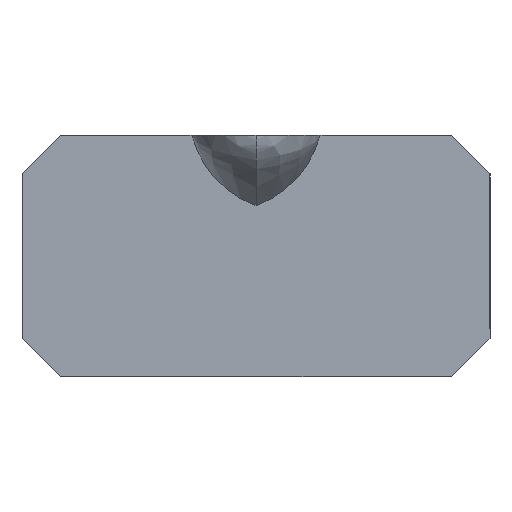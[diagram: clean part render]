
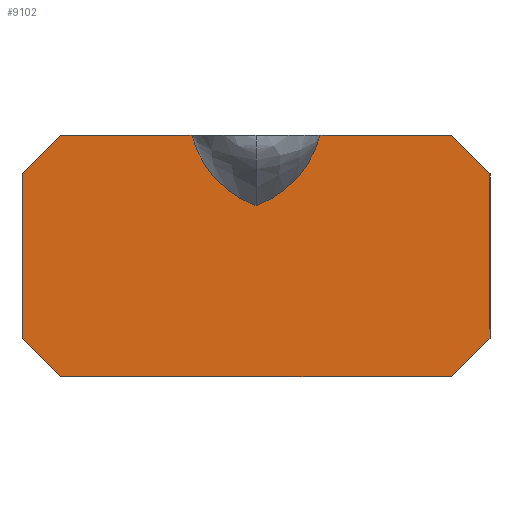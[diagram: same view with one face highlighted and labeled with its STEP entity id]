
A CAD part, front view. The second image highlights one B-rep face of the part: STEP entity #9102.
In plain terms, the highlighted planar face has unit normal (0, -1, 0).
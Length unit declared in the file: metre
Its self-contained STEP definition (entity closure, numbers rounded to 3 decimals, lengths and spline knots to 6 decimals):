
#322=LINE('',#14054,#1110);
#323=LINE('',#14056,#1111);
#345=LINE('',#14100,#1133);
#346=LINE('',#14102,#1134);
#347=LINE('',#14104,#1135);
#348=LINE('',#14106,#1136);
#349=LINE('',#14108,#1137);
#350=LINE('',#14110,#1138);
#351=LINE('',#14112,#1139);
#352=LINE('',#14114,#1140);
#1110=VECTOR('',#10817,1.);
#1111=VECTOR('',#10818,1.);
#1133=VECTOR('',#10846,1.);
#1134=VECTOR('',#10847,1.);
#1135=VECTOR('',#10848,1.);
#1136=VECTOR('',#10849,1.);
#1137=VECTOR('',#10850,1.);
#1138=VECTOR('',#10851,1.);
#1139=VECTOR('',#10852,1.);
#1140=VECTOR('',#10853,1.);
#1901=PLANE('',#9691);
#2200=ORIENTED_EDGE('',*,*,#4847,.T.);
#2201=ORIENTED_EDGE('',*,*,#4842,.T.);
#2202=ORIENTED_EDGE('',*,*,#4839,.T.);
#2203=ORIENTED_EDGE('',*,*,#4846,.T.);
#2204=ORIENTED_EDGE('',*,*,#4869,.T.);
#2205=ORIENTED_EDGE('',*,*,#4870,.F.);
#2206=ORIENTED_EDGE('',*,*,#4871,.F.);
#2207=ORIENTED_EDGE('',*,*,#4872,.F.);
#2208=ORIENTED_EDGE('',*,*,#4873,.F.);
#2209=ORIENTED_EDGE('',*,*,#4874,.F.);
#2210=ORIENTED_EDGE('',*,*,#4875,.T.);
#2211=ORIENTED_EDGE('',*,*,#4876,.T.);
#4839=EDGE_CURVE('',#6178,#6179,#7042,.F.);
#4842=EDGE_CURVE('',#6181,#6178,#7044,.T.);
#4846=EDGE_CURVE('',#6179,#6184,#322,.T.);
#4847=EDGE_CURVE('',#6185,#6181,#323,.T.);
#4869=EDGE_CURVE('',#6184,#6204,#345,.T.);
#4870=EDGE_CURVE('',#6205,#6204,#346,.T.);
#4871=EDGE_CURVE('',#6206,#6205,#347,.T.);
#4872=EDGE_CURVE('',#6207,#6206,#348,.T.);
#4873=EDGE_CURVE('',#6208,#6207,#349,.T.);
#4874=EDGE_CURVE('',#6209,#6208,#350,.T.);
#4875=EDGE_CURVE('',#6209,#6210,#351,.T.);
#4876=EDGE_CURVE('',#6210,#6185,#352,.T.);
#6178=VERTEX_POINT('',#13875);
#6179=VERTEX_POINT('',#13876);
#6181=VERTEX_POINT('',#13924);
#6184=VERTEX_POINT('',#14055);
#6185=VERTEX_POINT('',#14057);
#6204=VERTEX_POINT('',#14101);
#6205=VERTEX_POINT('',#14103);
#6206=VERTEX_POINT('',#14105);
#6207=VERTEX_POINT('',#14107);
#6208=VERTEX_POINT('',#14109);
#6209=VERTEX_POINT('',#14111);
#6210=VERTEX_POINT('',#14113);
#7042=CIRCLE('',#9683,0.02185);
#7044=CIRCLE('',#9685,0.02185);
#7598=EDGE_LOOP('',(#2200,#2201,#2202,#2203,#2204,#2205,#2206,#2207,#2208,
#2209,#2210,#2211));
#8349=FACE_BOUND('',#7598,.T.);
#9102=ADVANCED_FACE('',(#8349),#1901,.T.);
#9683=AXIS2_PLACEMENT_3D('',#13874,#10805,#10806);
#9685=AXIS2_PLACEMENT_3D('',#13923,#10809,#10810);
#9691=AXIS2_PLACEMENT_3D('',#14099,#10844,#10845);
#10805=DIRECTION('',(0.,-1.,0.));
#10806=DIRECTION('',(0.,0.,1.));
#10809=DIRECTION('',(0.,1.,0.));
#10810=DIRECTION('',(0.,0.,1.));
#10817=DIRECTION('',(-1.,0.,0.));
#10818=DIRECTION('',(-1.,0.,0.));
#10844=DIRECTION('',(0.,-1.,0.));
#10845=DIRECTION('',(0.,0.,1.));
#10846=DIRECTION('',(-0.707,0.,-0.707));
#10847=DIRECTION('',(0.,0.,1.));
#10848=DIRECTION('',(-0.707,0.,0.707));
#10849=DIRECTION('',(-1.,0.,0.));
#10850=DIRECTION('',(-1.,0.,0.));
#10851=DIRECTION('',(-0.707,0.,-0.707));
#10852=DIRECTION('',(0.,0.,1.));
#10853=DIRECTION('',(-0.707,0.,0.707));
#13874=CARTESIAN_POINT('',(0.049215,-0.002,0.058127));
#13875=CARTESIAN_POINT('',(0.042,-0.002,0.037503));
#13876=CARTESIAN_POINT('',(0.028,-0.002,0.0529));
#13923=CARTESIAN_POINT('',(0.034785,-0.002,0.058127));
#13924=CARTESIAN_POINT('',(0.056,-0.002,0.0529));
#14054=CARTESIAN_POINT('',(0.0396,-0.002,0.0529));
#14055=CARTESIAN_POINT('',(-0.000828,-0.002,0.0529));
#14056=CARTESIAN_POINT('',(0.093198,-0.002,0.0529));
#14057=CARTESIAN_POINT('',(0.084828,-0.002,0.0529));
#14099=CARTESIAN_POINT('',(0.0396,-0.002,0.0529));
#14100=CARTESIAN_POINT('',(0.019386,-0.002,0.073114));
#14101=CARTESIAN_POINT('',(-0.009196,-0.002,0.044532));
#14102=CARTESIAN_POINT('',(-0.009196,-0.002,0.030403));
#14103=CARTESIAN_POINT('',(-0.009196,-0.002,0.008368));
#14104=CARTESIAN_POINT('',(-0.005012,-0.002,0.004184));
#14105=CARTESIAN_POINT('',(-0.000828,-0.002,0.));
#14106=CARTESIAN_POINT('',(-0.018036,-0.002,0.));
#14107=CARTESIAN_POINT('',(0.042828,-0.002,0.));
#14108=CARTESIAN_POINT('',(0.093198,-0.002,0.));
#14109=CARTESIAN_POINT('',(0.084828,-0.002,0.));
#14110=CARTESIAN_POINT('',(0.089012,-0.002,0.004184));
#14111=CARTESIAN_POINT('',(0.093196,-0.002,0.008368));
#14112=CARTESIAN_POINT('',(0.093196,-0.002,0.0529));
#14113=CARTESIAN_POINT('',(0.093196,-0.002,0.044532));
#14114=CARTESIAN_POINT('',(0.062214,-0.002,0.075514));
